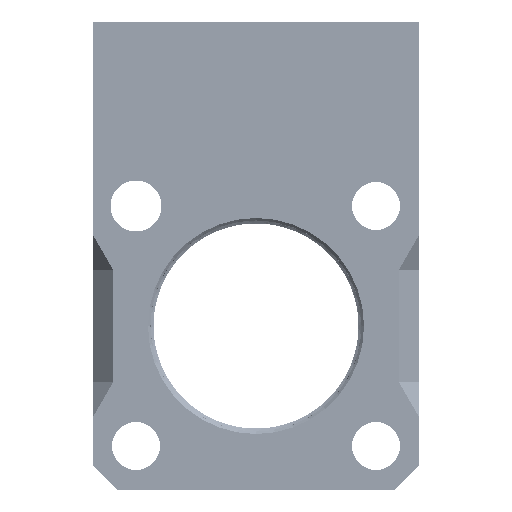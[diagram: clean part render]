
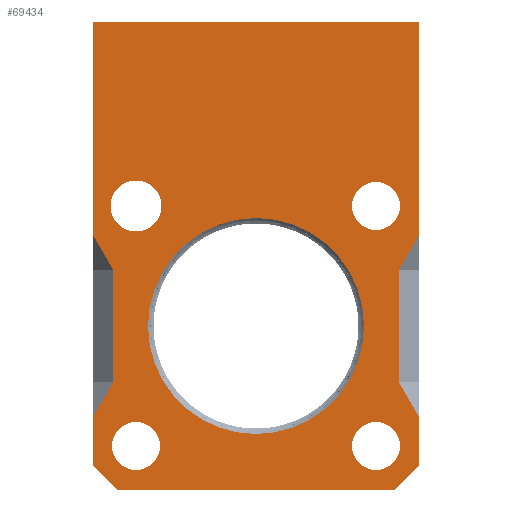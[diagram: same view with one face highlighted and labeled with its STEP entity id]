
A CAD part, left-side view. The second image highlights one B-rep face of the part: STEP entity #69434.
In plain terms, the highlighted planar face has unit normal (-1, 0, 0).
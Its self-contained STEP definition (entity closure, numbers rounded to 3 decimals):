
#117=DIRECTION('',(0.,0.,1.));
#118=VECTOR('',#117,6.17);
#119=CARTESIAN_POINT('',(-40.65,-20.35,-55.5));
#120=LINE('',#119,#118);
#133=DIRECTION('',(0.,0.,1.));
#134=VECTOR('',#133,26.67);
#135=CARTESIAN_POINT('',(-40.65,-20.35,-26.67));
#136=LINE('',#135,#134);
#8958=CARTESIAN_POINT('',(-40.65,0.,-38.));
#8959=DIRECTION('',(1.,0.,0.));
#8960=DIRECTION('',(0.,0.,-1.));
#8961=AXIS2_PLACEMENT_3D('',#8958,#8959,#8960);
#8963=CARTESIAN_POINT('',(-40.65,0.,-38.));
#8964=DIRECTION('',(1.,0.,0.));
#8965=DIRECTION('',(0.,0.,1.));
#8966=AXIS2_PLACEMENT_3D('',#8963,#8964,#8965);
#8968=CARTESIAN_POINT('',(-40.65,-15.,-53.));
#8969=DIRECTION('',(1.,0.,0.));
#8970=DIRECTION('',(0.,0.,1.));
#8971=AXIS2_PLACEMENT_3D('',#8968,#8969,#8970);
#8973=CARTESIAN_POINT('',(-40.65,-15.,-53.));
#8974=DIRECTION('',(1.,0.,0.));
#8975=DIRECTION('',(0.,0.,-1.));
#8976=AXIS2_PLACEMENT_3D('',#8973,#8974,#8975);
#8978=CARTESIAN_POINT('',(-40.65,-15.,-23.));
#8979=DIRECTION('',(1.,0.,0.));
#8980=DIRECTION('',(0.,0.,1.));
#8981=AXIS2_PLACEMENT_3D('',#8978,#8979,#8980);
#8983=CARTESIAN_POINT('',(-40.65,-15.,-23.));
#8984=DIRECTION('',(1.,0.,0.));
#8985=DIRECTION('',(0.,0.,-1.));
#8986=AXIS2_PLACEMENT_3D('',#8983,#8984,#8985);
#8988=CARTESIAN_POINT('',(-40.65,15.,-23.));
#8989=DIRECTION('',(1.,0.,0.));
#8990=DIRECTION('',(0.,0.,1.));
#8991=AXIS2_PLACEMENT_3D('',#8988,#8989,#8990);
#8993=CARTESIAN_POINT('',(-40.65,15.,-23.));
#8994=DIRECTION('',(1.,0.,0.));
#8995=DIRECTION('',(0.,0.,-1.));
#8996=AXIS2_PLACEMENT_3D('',#8993,#8994,#8995);
#8998=CARTESIAN_POINT('',(-40.65,15.,-53.));
#8999=DIRECTION('',(1.,0.,0.));
#9000=DIRECTION('',(0.,0.,1.));
#9001=AXIS2_PLACEMENT_3D('',#8998,#8999,#9000);
#9003=CARTESIAN_POINT('',(-40.65,15.,-53.));
#9004=DIRECTION('',(1.,0.,0.));
#9005=DIRECTION('',(0.,0.,-1.));
#9006=AXIS2_PLACEMENT_3D('',#9003,#9004,#9005);
#9008=DIRECTION('',(0.,0.5,-0.866));
#9009=VECTOR('',#9008,5.);
#9010=CARTESIAN_POINT('',(-40.65,-20.35,-26.67));
#9011=LINE('',#9010,#9009);
#9012=DIRECTION('',(0.,0.,1.));
#9013=VECTOR('',#9012,14.);
#9014=CARTESIAN_POINT('',(-40.65,-17.85,-45.));
#9015=LINE('',#9014,#9013);
#9016=DIRECTION('',(0.,0.5,0.866));
#9017=VECTOR('',#9016,5.);
#9018=CARTESIAN_POINT('',(-40.65,-20.35,-49.33));
#9019=LINE('',#9018,#9017);
#9020=DIRECTION('',(0.,1.,0.));
#9021=VECTOR('',#9020,34.7);
#9022=CARTESIAN_POINT('',(-40.65,-17.35,-58.5));
#9023=LINE('',#9022,#9021);
#9024=DIRECTION('',(0.,-0.5,0.866));
#9025=VECTOR('',#9024,5.);
#9026=CARTESIAN_POINT('',(-40.65,20.35,-49.33));
#9027=LINE('',#9026,#9025);
#9028=DIRECTION('',(0.,0.,1.));
#9029=VECTOR('',#9028,14.);
#9030=CARTESIAN_POINT('',(-40.65,17.85,-45.));
#9031=LINE('',#9030,#9029);
#9032=DIRECTION('',(0.,-0.5,-0.866));
#9033=VECTOR('',#9032,5.);
#9034=CARTESIAN_POINT('',(-40.65,20.35,-26.67));
#9035=LINE('',#9034,#9033);
#10680=DIRECTION('',(0.,0.,1.));
#10681=VECTOR('',#10680,26.67);
#10682=CARTESIAN_POINT('',(-40.65,20.35,-26.67));
#10683=LINE('',#10682,#10681);
#10696=DIRECTION('',(0.,0.,1.));
#10697=VECTOR('',#10696,6.17);
#10698=CARTESIAN_POINT('',(-40.65,20.35,-55.5));
#10699=LINE('',#10698,#10697);
#15610=DIRECTION('',(0.,1.,0.));
#15611=VECTOR('',#15610,40.7);
#15612=CARTESIAN_POINT('',(-40.65,-20.35,0.));
#15613=LINE('',#15612,#15611);
#49245=DIRECTION('',(0.,-0.707,-0.707));
#49246=VECTOR('',#49245,4.243);
#49247=CARTESIAN_POINT('',(-40.65,20.35,-55.5));
#49248=LINE('',#49247,#49246);
#49257=DIRECTION('',(0.,-0.707,0.707));
#49258=VECTOR('',#49257,4.243);
#49259=CARTESIAN_POINT('',(-40.65,-17.35,-58.5));
#49260=LINE('',#49259,#49258);
#50568=CARTESIAN_POINT('',(-40.65,-20.35,0.));
#50570=VERTEX_POINT('',#50568);
#50572=CARTESIAN_POINT('',(-40.65,20.35,0.));
#50574=VERTEX_POINT('',#50572);
#50632=CARTESIAN_POINT('',(-40.65,-15.,-50.));
#50633=CARTESIAN_POINT('',(-40.65,-15.,-56.));
#50634=VERTEX_POINT('',#50632);
#50635=VERTEX_POINT('',#50633);
#50636=CARTESIAN_POINT('',(-40.65,-15.,-20.));
#50637=CARTESIAN_POINT('',(-40.65,-15.,-26.));
#50638=VERTEX_POINT('',#50636);
#50639=VERTEX_POINT('',#50637);
#50640=CARTESIAN_POINT('',(-40.65,15.,-19.812));
#50641=CARTESIAN_POINT('',(-40.65,15.,-26.188));
#50642=VERTEX_POINT('',#50640);
#50643=VERTEX_POINT('',#50641);
#50644=CARTESIAN_POINT('',(-40.65,15.,-50.));
#50645=CARTESIAN_POINT('',(-40.65,15.,-56.));
#50646=VERTEX_POINT('',#50644);
#50647=VERTEX_POINT('',#50645);
#53249=CARTESIAN_POINT('',(-40.65,0.,-51.5));
#53250=CARTESIAN_POINT('',(-40.65,0.,-24.5));
#53251=VERTEX_POINT('',#53249);
#53252=VERTEX_POINT('',#53250);
#53265=CARTESIAN_POINT('',(-40.65,-20.35,-55.5));
#53267=VERTEX_POINT('',#53265);
#53270=CARTESIAN_POINT('',(-40.65,20.35,-55.5));
#53272=VERTEX_POINT('',#53270);
#54287=CARTESIAN_POINT('',(-40.65,17.35,-58.5));
#54288=VERTEX_POINT('',#54287);
#54291=CARTESIAN_POINT('',(-40.65,-17.35,-58.5));
#54292=VERTEX_POINT('',#54291);
#54295=CARTESIAN_POINT('',(-40.65,20.35,-49.33));
#54297=VERTEX_POINT('',#54295);
#54301=CARTESIAN_POINT('',(-40.65,20.35,-26.67));
#54302=VERTEX_POINT('',#54301);
#54303=CARTESIAN_POINT('',(-40.65,17.85,-45.));
#54304=VERTEX_POINT('',#54303);
#54305=CARTESIAN_POINT('',(-40.65,17.85,-31.));
#54306=VERTEX_POINT('',#54305);
#54319=CARTESIAN_POINT('',(-40.65,-20.35,-26.67));
#54321=VERTEX_POINT('',#54319);
#54325=CARTESIAN_POINT('',(-40.65,-20.35,-49.33));
#54326=VERTEX_POINT('',#54325);
#54327=CARTESIAN_POINT('',(-40.65,-17.85,-31.));
#54328=VERTEX_POINT('',#54327);
#54329=CARTESIAN_POINT('',(-40.65,-17.85,-45.));
#54330=VERTEX_POINT('',#54329);
#69375=CARTESIAN_POINT('',(-40.65,-20.35,-58.5));
#69376=DIRECTION('',(-1.,0.,0.));
#69377=DIRECTION('',(0.,0.,1.));
#69378=AXIS2_PLACEMENT_3D('',#69375,#69376,#69377);
#69379=PLANE('',#69378);
#69381=ORIENTED_EDGE('',*,*,#69380,.T.);
#69383=ORIENTED_EDGE('',*,*,#69382,.F.);
#69385=ORIENTED_EDGE('',*,*,#69384,.F.);
#69386=ORIENTED_EDGE('',*,*,#54438,.F.);
#69388=ORIENTED_EDGE('',*,*,#69387,.F.);
#69390=ORIENTED_EDGE('',*,*,#69389,.T.);
#69392=ORIENTED_EDGE('',*,*,#69391,.F.);
#69394=ORIENTED_EDGE('',*,*,#69393,.T.);
#69396=ORIENTED_EDGE('',*,*,#69395,.T.);
#69398=ORIENTED_EDGE('',*,*,#69397,.T.);
#69400=ORIENTED_EDGE('',*,*,#69399,.F.);
#69402=ORIENTED_EDGE('',*,*,#69401,.T.);
#69404=ORIENTED_EDGE('',*,*,#69403,.F.);
#69405=ORIENTED_EDGE('',*,*,#54446,.F.);
#69406=EDGE_LOOP('',(#69381,#69383,#69385,#69386,#69388,#69390,#69392,#69394,
#69396,#69398,#69400,#69402,#69404,#69405));
#69407=FACE_OUTER_BOUND('',#69406,.F.);
#69408=ORIENTED_EDGE('',*,*,#58163,.F.);
#69409=ORIENTED_EDGE('',*,*,#55220,.F.);
#69410=EDGE_LOOP('',(#69408,#69409));
#69411=FACE_BOUND('',#69410,.F.);
#69412=ORIENTED_EDGE('',*,*,#61953,.F.);
#69413=ORIENTED_EDGE('',*,*,#62139,.F.);
#69414=EDGE_LOOP('',(#69412,#69413));
#69415=FACE_BOUND('',#69414,.F.);
#69417=ORIENTED_EDGE('',*,*,#69416,.F.);
#69419=ORIENTED_EDGE('',*,*,#69418,.F.);
#69420=EDGE_LOOP('',(#69417,#69419));
#69421=FACE_BOUND('',#69420,.F.);
#69423=ORIENTED_EDGE('',*,*,#69422,.F.);
#69425=ORIENTED_EDGE('',*,*,#69424,.F.);
#69426=EDGE_LOOP('',(#69423,#69425));
#69427=FACE_BOUND('',#69426,.F.);
#69429=ORIENTED_EDGE('',*,*,#69428,.F.);
#69431=ORIENTED_EDGE('',*,*,#69430,.F.);
#69432=EDGE_LOOP('',(#69429,#69431));
#69433=FACE_BOUND('',#69432,.F.);
#69434=ADVANCED_FACE('',(#69407,#69411,#69415,#69421,#69427,#69433),#69379,.T.);
#8962=CIRCLE('',#8961,13.5);
#8967=CIRCLE('',#8966,13.5);
#8972=CIRCLE('',#8971,3.);
#8977=CIRCLE('',#8976,3.);
#8982=CIRCLE('',#8981,3.);
#8987=CIRCLE('',#8986,3.);
#8992=CIRCLE('',#8991,3.188);
#8997=CIRCLE('',#8996,3.188);
#9002=CIRCLE('',#9001,3.);
#9007=CIRCLE('',#9006,3.);
#54438=EDGE_CURVE('',#53267,#54326,#120,.T.);
#54446=EDGE_CURVE('',#54321,#50570,#136,.T.);
#55220=EDGE_CURVE('',#50635,#50634,#8977,.T.);
#58163=EDGE_CURVE('',#50634,#50635,#8972,.T.);
#61953=EDGE_CURVE('',#50638,#50639,#8982,.T.);
#62139=EDGE_CURVE('',#50639,#50638,#8987,.T.);
#69380=EDGE_CURVE('',#54321,#54328,#9011,.T.);
#69382=EDGE_CURVE('',#54330,#54328,#9015,.T.);
#69384=EDGE_CURVE('',#54326,#54330,#9019,.T.);
#69387=EDGE_CURVE('',#54292,#53267,#49260,.T.);
#69389=EDGE_CURVE('',#54292,#54288,#9023,.T.);
#69391=EDGE_CURVE('',#53272,#54288,#49248,.T.);
#69393=EDGE_CURVE('',#53272,#54297,#10699,.T.);
#69395=EDGE_CURVE('',#54297,#54304,#9027,.T.);
#69397=EDGE_CURVE('',#54304,#54306,#9031,.T.);
#69399=EDGE_CURVE('',#54302,#54306,#9035,.T.);
#69401=EDGE_CURVE('',#54302,#50574,#10683,.T.);
#69403=EDGE_CURVE('',#50570,#50574,#15613,.T.);
#69416=EDGE_CURVE('',#50642,#50643,#8992,.T.);
#69418=EDGE_CURVE('',#50643,#50642,#8997,.T.);
#69422=EDGE_CURVE('',#50646,#50647,#9002,.T.);
#69424=EDGE_CURVE('',#50647,#50646,#9007,.T.);
#69428=EDGE_CURVE('',#53251,#53252,#8962,.T.);
#69430=EDGE_CURVE('',#53252,#53251,#8967,.T.);
